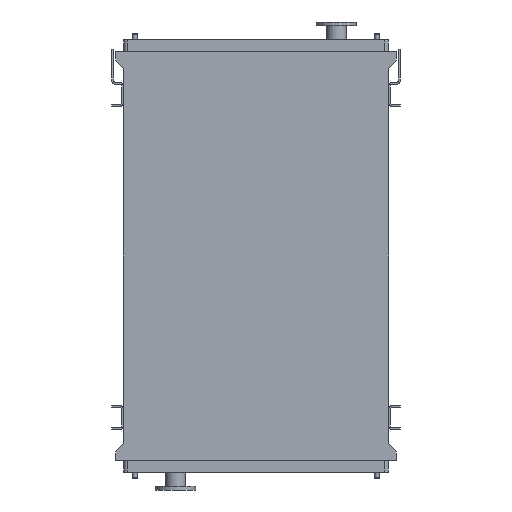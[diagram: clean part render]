
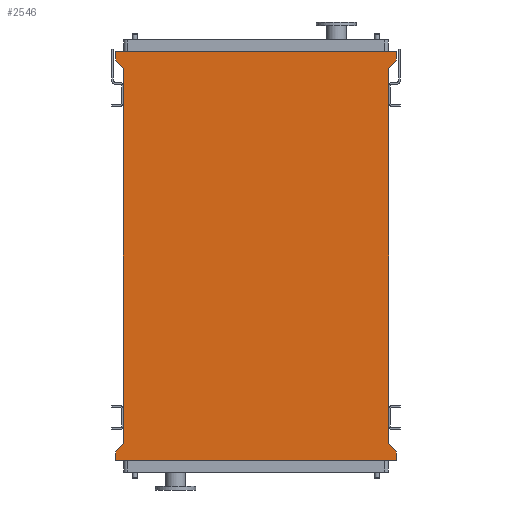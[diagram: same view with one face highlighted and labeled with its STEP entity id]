
A CAD part, front view. The second image highlights one B-rep face of the part: STEP entity #2546.
In plain terms, the highlighted planar face has unit normal (0, -1, 0).
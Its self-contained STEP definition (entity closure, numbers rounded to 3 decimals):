
#114 = LINE ( 'NONE', #7778, #7644 ) ;
#237 = CARTESIAN_POINT ( 'NONE',  ( -771., 0., -2103. ) ) ;
#877 = LINE ( 'NONE', #7813, #14477 ) ;
#1016 = VERTEX_POINT ( 'NONE', #12867 ) ;
#1142 = ORIENTED_EDGE ( 'NONE', *, *, #5702, .T. ) ;
#1157 = DIRECTION ( 'NONE',  ( 0., 0., -1. ) ) ;
#1177 = CARTESIAN_POINT ( 'NONE',  ( 771., 0., 95. ) ) ;
#1327 = VECTOR ( 'NONE', #11457, 1000. ) ;
#2078 = DIRECTION ( 'NONE',  ( 0.655, 0., -0.755 ) ) ;
#2126 = CARTESIAN_POINT ( 'NONE',  ( 725., 0., -2050. ) ) ;
#2148 = ORIENTED_EDGE ( 'NONE', *, *, #6067, .F. ) ;
#2425 = EDGE_CURVE ( 'NONE', #10788, #12007, #11775, .T. ) ;
#2546 = ADVANCED_FACE ( 'NONE', ( #15737 ), #10338, .T. ) ;
#2611 = ORIENTED_EDGE ( 'NONE', *, *, #6143, .F. ) ;
#3087 = ORIENTED_EDGE ( 'NONE', *, *, #6368, .F. ) ;
#3508 = CARTESIAN_POINT ( 'NONE',  ( 771., 0., 95. ) ) ;
#3531 = CARTESIAN_POINT ( 'NONE',  ( 725., 0., 0. ) ) ;
#4025 = DIRECTION ( 'NONE',  ( 0., 0., 1. ) ) ;
#4034 = EDGE_LOOP ( 'NONE', ( #1142, #8888, #14996, #15292, #2148, #12880, #15630, #2611, #13198, #3087, #16294, #7540 ) ) ;
#4081 = LINE ( 'NONE', #4240, #13558 ) ;
#4165 = EDGE_CURVE ( 'NONE', #9808, #6321, #4081, .T. ) ;
#4240 = CARTESIAN_POINT ( 'NONE',  ( -725., 0., -2050. ) ) ;
#4747 = VERTEX_POINT ( 'NONE', #10284 ) ;
#5446 = LINE ( 'NONE', #13167, #1327 ) ;
#5702 = EDGE_CURVE ( 'NONE', #14952, #16003, #877, .T. ) ;
#5949 = EDGE_CURVE ( 'NONE', #7059, #16003, #5446, .T. ) ;
#6027 = EDGE_CURVE ( 'NONE', #12007, #7059, #13155, .T. ) ;
#6067 = EDGE_CURVE ( 'NONE', #1016, #10788, #15247, .T. ) ;
#6082 = VERTEX_POINT ( 'NONE', #15580 ) ;
#6088 = EDGE_CURVE ( 'NONE', #6321, #1016, #14606, .T. ) ;
#6143 = EDGE_CURVE ( 'NONE', #13705, #9808, #16069, .T. ) ;
#6249 = EDGE_CURVE ( 'NONE', #10304, #13705, #7841, .T. ) ;
#6321 = VERTEX_POINT ( 'NONE', #10033 ) ;
#6368 = EDGE_CURVE ( 'NONE', #6082, #10304, #114, .T. ) ;
#6399 = EDGE_CURVE ( 'NONE', #4747, #6082, #7246, .T. ) ;
#6528 = EDGE_CURVE ( 'NONE', #14952, #4747, #10349, .T. ) ;
#7059 = VERTEX_POINT ( 'NONE', #8850 ) ;
#7146 = CARTESIAN_POINT ( 'NONE',  ( -771., 0., 95. ) ) ;
#7166 = DIRECTION ( 'NONE',  ( 0., 0., -1. ) ) ;
#7246 = LINE ( 'NONE', #7583, #15714 ) ;
#7540 = ORIENTED_EDGE ( 'NONE', *, *, #6528, .F. ) ;
#7583 = CARTESIAN_POINT ( 'NONE',  ( 771., 0., -2103. ) ) ;
#7638 = DIRECTION ( 'NONE',  ( -1., 0., 0. ) ) ;
#7644 = VECTOR ( 'NONE', #7638, 1000. ) ;
#7778 = CARTESIAN_POINT ( 'NONE',  ( 771., 0., -2145. ) ) ;
#7813 = CARTESIAN_POINT ( 'NONE',  ( 725., 0., -2050. ) ) ;
#7841 = LINE ( 'NONE', #12031, #10751 ) ;
#7850 = DIRECTION ( 'NONE',  ( 0., 0., 1. ) ) ;
#8470 = CARTESIAN_POINT ( 'NONE',  ( 725., 0., -2050. ) ) ;
#8850 = CARTESIAN_POINT ( 'NONE',  ( 771., 0., 53. ) ) ;
#8888 = ORIENTED_EDGE ( 'NONE', *, *, #5949, .F. ) ;
#9002 = AXIS2_PLACEMENT_3D ( 'NONE', #10815, #10436, #10168 ) ;
#9714 = DIRECTION ( 'NONE',  ( 1., 0., 0. ) ) ;
#9808 = VERTEX_POINT ( 'NONE', #14466 ) ;
#9998 = VECTOR ( 'NONE', #1157, 1000. ) ;
#10020 = CARTESIAN_POINT ( 'NONE',  ( -771., 0., 95. ) ) ;
#10033 = CARTESIAN_POINT ( 'NONE',  ( -725., 0., 0. ) ) ;
#10163 = VECTOR ( 'NONE', #14276, 1000. ) ;
#10168 = DIRECTION ( 'NONE',  ( 0., 0., -1. ) ) ;
#10284 = CARTESIAN_POINT ( 'NONE',  ( 771., 0., -2103. ) ) ;
#10304 = VERTEX_POINT ( 'NONE', #11947 ) ;
#10338 = PLANE ( 'NONE',  #9002 ) ;
#10349 = LINE ( 'NONE', #2126, #16541 ) ;
#10436 = DIRECTION ( 'NONE',  ( 0., -1., 0. ) ) ;
#10751 = VECTOR ( 'NONE', #11305, 1000. ) ;
#10788 = VERTEX_POINT ( 'NONE', #10020 ) ;
#10815 = CARTESIAN_POINT ( 'NONE',  ( -725., 0., -2050. ) ) ;
#11305 = DIRECTION ( 'NONE',  ( 0., 0., 1. ) ) ;
#11375 = VECTOR ( 'NONE', #9714, 1000. ) ;
#11457 = DIRECTION ( 'NONE',  ( -0.655, 0., -0.755 ) ) ;
#11743 = VECTOR ( 'NONE', #15504, 1000. ) ;
#11775 = LINE ( 'NONE', #7146, #11375 ) ;
#11947 = CARTESIAN_POINT ( 'NONE',  ( -771., 0., -2145. ) ) ;
#12007 = VERTEX_POINT ( 'NONE', #3508 ) ;
#12031 = CARTESIAN_POINT ( 'NONE',  ( -771., 0., -2145. ) ) ;
#12867 = CARTESIAN_POINT ( 'NONE',  ( -771., 0., 53. ) ) ;
#12880 = ORIENTED_EDGE ( 'NONE', *, *, #6088, .F. ) ;
#13155 = LINE ( 'NONE', #1177, #9998 ) ;
#13167 = CARTESIAN_POINT ( 'NONE',  ( 771., 0., 53. ) ) ;
#13198 = ORIENTED_EDGE ( 'NONE', *, *, #6249, .F. ) ;
#13558 = VECTOR ( 'NONE', #4025, 1000. ) ;
#13705 = VERTEX_POINT ( 'NONE', #237 ) ;
#14276 = DIRECTION ( 'NONE',  ( 0.655, 0., 0.755 ) ) ;
#14317 = CARTESIAN_POINT ( 'NONE',  ( -771., 0., -2103. ) ) ;
#14466 = CARTESIAN_POINT ( 'NONE',  ( -725., 0., -2050. ) ) ;
#14477 = VECTOR ( 'NONE', #7850, 1000. ) ;
#14606 = LINE ( 'NONE', #15595, #11743 ) ;
#14945 = VECTOR ( 'NONE', #15799, 1000. ) ;
#14952 = VERTEX_POINT ( 'NONE', #8470 ) ;
#14996 = ORIENTED_EDGE ( 'NONE', *, *, #6027, .F. ) ;
#15247 = LINE ( 'NONE', #16156, #14945 ) ;
#15292 = ORIENTED_EDGE ( 'NONE', *, *, #2425, .F. ) ;
#15504 = DIRECTION ( 'NONE',  ( -0.655, 0., 0.755 ) ) ;
#15580 = CARTESIAN_POINT ( 'NONE',  ( 771., 0., -2145. ) ) ;
#15595 = CARTESIAN_POINT ( 'NONE',  ( -725., 0., 0. ) ) ;
#15630 = ORIENTED_EDGE ( 'NONE', *, *, #4165, .F. ) ;
#15714 = VECTOR ( 'NONE', #7166, 1000. ) ;
#15737 = FACE_OUTER_BOUND ( 'NONE', #4034, .T. ) ;
#15799 = DIRECTION ( 'NONE',  ( 0., 0., 1. ) ) ;
#16003 = VERTEX_POINT ( 'NONE', #3531 ) ;
#16069 = LINE ( 'NONE', #14317, #10163 ) ;
#16156 = CARTESIAN_POINT ( 'NONE',  ( -771., 0., 53. ) ) ;
#16294 = ORIENTED_EDGE ( 'NONE', *, *, #6399, .F. ) ;
#16541 = VECTOR ( 'NONE', #2078, 1000. ) ;
